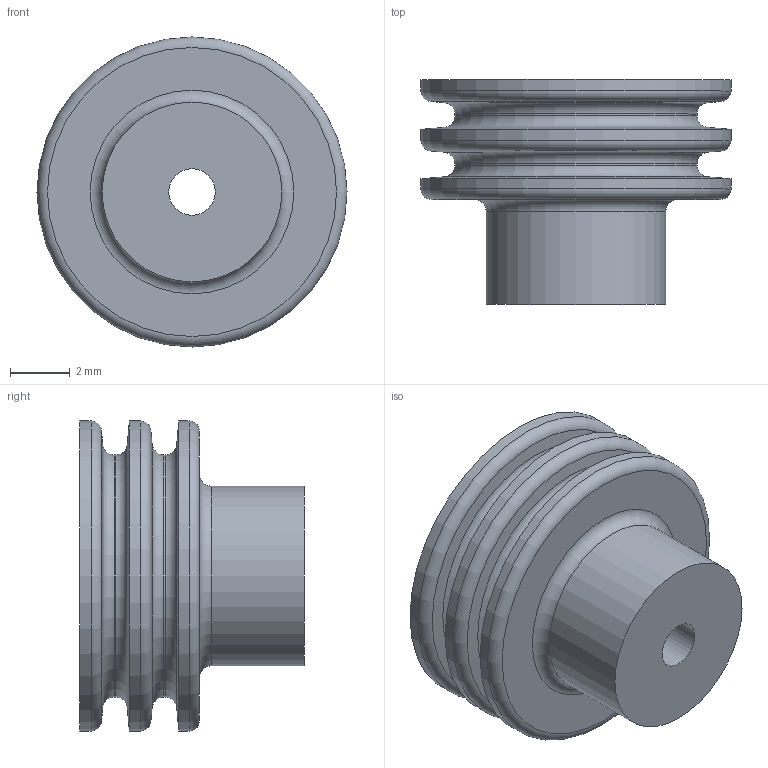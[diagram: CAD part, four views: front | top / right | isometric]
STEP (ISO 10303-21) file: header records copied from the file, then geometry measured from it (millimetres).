
FILE_DESCRIPTION(/* description */ (''),/* implementation_level */ '2;1');
FILE_NAME(/* name */ '12052388.stp',/* time_stamp */ '2020-05-11T10:24:56+08:00',/* author */ (''),/* organization */ (''),/* preprocessor_version */ 'ST-DEVELOPER v16',/* originating_system */ 'SIEMENS PLM Software NX 11.0',/* authorisation */ '');
FILE_SCHEMA (('AUTOMOTIVE_DESIGN { 1 0 10303 214 3 1 1 1 }'));
Length unit declared in the file: millimetre
Products named in the file (1): 12052388_01AC-SEAL
Bounding box: 10.35 x 7.5 x 10.35 mm (x, y, z)
Volume: 357.1 mm3; surface area: 479.8 mm2
Topology: 1 solids, 1 shells, 33 faces, 78 edges, 48 vertices
Faces by surface type: torus 14, cone 9, cylinder 7, plane 3
Full cylindrical faces by diameter (mm): 1.55 x1, 6 x1, 8.1 x2, 10.35 x3
Entity records: 692 total; most frequent: DIRECTION 134, CARTESIAN_POINT 100, AXIS2_PLACEMENT_3D 67, FACE_BOUND 66, EDGE_LOOP 66, ORIENTED_EDGE 66, ADVANCED_FACE 33, VERTEX_POINT 33
